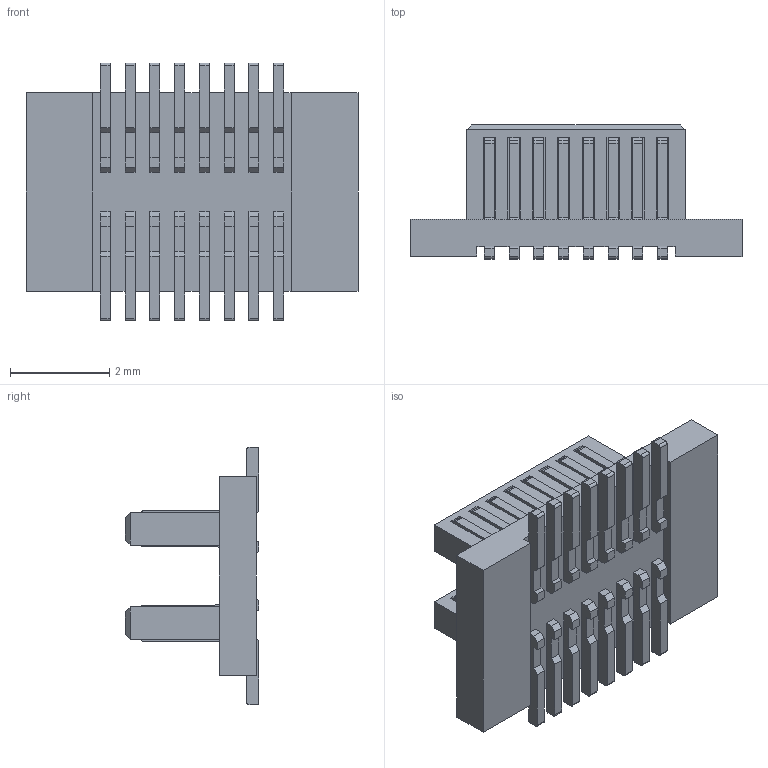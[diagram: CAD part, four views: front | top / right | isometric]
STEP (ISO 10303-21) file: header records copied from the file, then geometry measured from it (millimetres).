
FILE_DESCRIPTION((''),'2;1');
FILE_NAME('ASM0001_ASM','2023-07-10T',('工程三'),(''),'PRO/ENGINEER BY PARAMETRIC TECHNOLOGY CORPORATION, 2010280','PRO/ENGINEER BY PARAMETRIC TECHNOLOGY CORPORATION, 2010280','');
FILE_SCHEMA(('CONFIG_CONTROL_DESIGN'));
Length unit declared in the file: millimetre
Products named in the file (1): ASM0001_ASM
Bounding box: 6.7 x 2.7 x 5.2 mm (x, y, z)
Volume: 29.2 mm3; surface area: 165.6 mm2
Topology: 1 solids, 1 shells, 748 faces, 2128 edges, 1384 vertices
Faces by surface type: plane 588, cylinder 160
Entity records: 24018 total; most frequent: CARTESIAN_POINT 4260, ORIENTED_EDGE 4256, DIRECTION 3944, EDGE_CURVE 2128, VECTOR 1808, LINE 1808, VERTEX_POINT 1384, AXIS2_PLACEMENT_3D 1068
